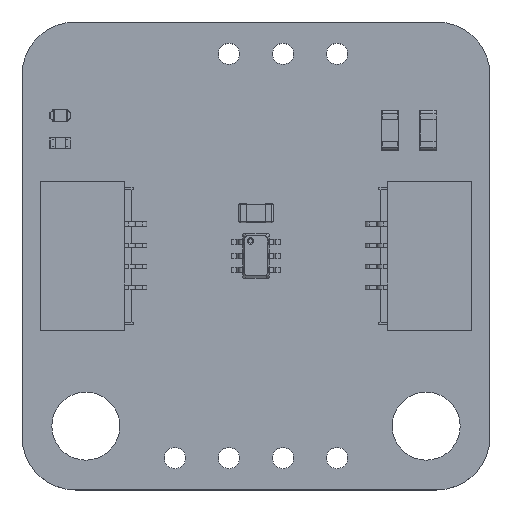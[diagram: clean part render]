
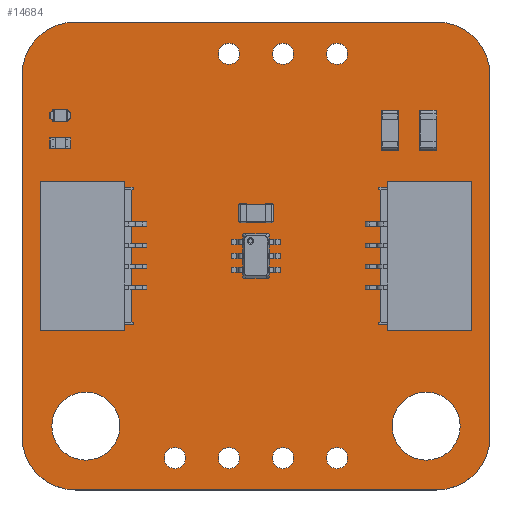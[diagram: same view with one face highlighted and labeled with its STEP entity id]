
A CAD part, top view. The second image highlights one B-rep face of the part: STEP entity #14684.
In plain terms, the highlighted planar face has unit normal (0, 0, 1).
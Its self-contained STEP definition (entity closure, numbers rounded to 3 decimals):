
#14436 = VERTEX_POINT('',#14437);
#14437 = CARTESIAN_POINT('',(19.5,22.,2.63));
#14443 = EDGE_CURVE('',#14436,#14444,#14446,.T.);
#14444 = VERTEX_POINT('',#14445);
#14445 = CARTESIAN_POINT('',(22.,19.5,2.63));
#14446 = CIRCLE('',#14447,2.5);
#14447 = AXIS2_PLACEMENT_3D('',#14448,#14449,#14450);
#14448 = CARTESIAN_POINT('',(19.5,19.5,2.63));
#14449 = DIRECTION('',(0.,0.,-1.));
#14450 = DIRECTION('',(0.,1.,0.));
#14478 = VERTEX_POINT('',#14479);
#14479 = CARTESIAN_POINT('',(2.5,22.,2.63));
#14485 = EDGE_CURVE('',#14478,#14436,#14486,.T.);
#14486 = LINE('',#14487,#14488);
#14487 = CARTESIAN_POINT('',(2.5,22.,2.63));
#14488 = VECTOR('',#14489,1.);
#14489 = DIRECTION('',(1.,0.,0.));
#14507 = EDGE_CURVE('',#14444,#14508,#14510,.T.);
#14508 = VERTEX_POINT('',#14509);
#14509 = CARTESIAN_POINT('',(22.,2.5,2.63));
#14510 = LINE('',#14511,#14512);
#14511 = CARTESIAN_POINT('',(22.,19.5,2.63));
#14512 = VECTOR('',#14513,1.);
#14513 = DIRECTION('',(0.,-1.,0.));
#14684 = ADVANCED_FACE('',(#14685,#14731,#14742,#14753,#14764,#14775,
    #14786,#14797,#14808,#14819),#14830,.T.);
#14685 = FACE_BOUND('',#14686,.T.);
#14686 = EDGE_LOOP('',(#14687,#14688,#14689,#14698,#14706,#14715,#14723,
    #14730));
#14687 = ORIENTED_EDGE('',*,*,#14443,.F.);
#14688 = ORIENTED_EDGE('',*,*,#14485,.F.);
#14689 = ORIENTED_EDGE('',*,*,#14690,.F.);
#14690 = EDGE_CURVE('',#14691,#14478,#14693,.T.);
#14691 = VERTEX_POINT('',#14692);
#14692 = CARTESIAN_POINT('',(0.,19.5,2.63));
#14693 = CIRCLE('',#14694,2.5);
#14694 = AXIS2_PLACEMENT_3D('',#14695,#14696,#14697);
#14695 = CARTESIAN_POINT('',(2.5,19.5,2.63));
#14696 = DIRECTION('',(0.,0.,-1.));
#14697 = DIRECTION('',(-1.,0.,-0.));
#14698 = ORIENTED_EDGE('',*,*,#14699,.F.);
#14699 = EDGE_CURVE('',#14700,#14691,#14702,.T.);
#14700 = VERTEX_POINT('',#14701);
#14701 = CARTESIAN_POINT('',(0.,2.5,2.63));
#14702 = LINE('',#14703,#14704);
#14703 = CARTESIAN_POINT('',(0.,2.5,2.63));
#14704 = VECTOR('',#14705,1.);
#14705 = DIRECTION('',(0.,1.,0.));
#14706 = ORIENTED_EDGE('',*,*,#14707,.F.);
#14707 = EDGE_CURVE('',#14708,#14700,#14710,.T.);
#14708 = VERTEX_POINT('',#14709);
#14709 = CARTESIAN_POINT('',(2.5,0.,2.63));
#14710 = CIRCLE('',#14711,2.5);
#14711 = AXIS2_PLACEMENT_3D('',#14712,#14713,#14714);
#14712 = CARTESIAN_POINT('',(2.5,2.5,2.63));
#14713 = DIRECTION('',(0.,0.,-1.));
#14714 = DIRECTION('',(0.,-1.,0.));
#14715 = ORIENTED_EDGE('',*,*,#14716,.F.);
#14716 = EDGE_CURVE('',#14717,#14708,#14719,.T.);
#14717 = VERTEX_POINT('',#14718);
#14718 = CARTESIAN_POINT('',(19.5,0.,2.63));
#14719 = LINE('',#14720,#14721);
#14720 = CARTESIAN_POINT('',(19.5,0.,2.63));
#14721 = VECTOR('',#14722,1.);
#14722 = DIRECTION('',(-1.,0.,0.));
#14723 = ORIENTED_EDGE('',*,*,#14724,.F.);
#14724 = EDGE_CURVE('',#14508,#14717,#14725,.T.);
#14725 = CIRCLE('',#14726,2.5);
#14726 = AXIS2_PLACEMENT_3D('',#14727,#14728,#14729);
#14727 = CARTESIAN_POINT('',(19.5,2.5,2.63));
#14728 = DIRECTION('',(0.,0.,-1.));
#14729 = DIRECTION('',(1.,0.,0.));
#14730 = ORIENTED_EDGE('',*,*,#14507,.F.);
#14731 = FACE_BOUND('',#14732,.T.);
#14732 = EDGE_LOOP('',(#14733));
#14733 = ORIENTED_EDGE('',*,*,#14734,.T.);
#14734 = EDGE_CURVE('',#14735,#14735,#14737,.T.);
#14735 = VERTEX_POINT('',#14736);
#14736 = CARTESIAN_POINT('',(3.,1.4,2.63));
#14737 = CIRCLE('',#14738,1.6);
#14738 = AXIS2_PLACEMENT_3D('',#14739,#14740,#14741);
#14739 = CARTESIAN_POINT('',(3.,3.,2.63));
#14740 = DIRECTION('',(-0.,0.,-1.));
#14741 = DIRECTION('',(-0.,-1.,0.));
#14742 = FACE_BOUND('',#14743,.T.);
#14743 = EDGE_LOOP('',(#14744));
#14744 = ORIENTED_EDGE('',*,*,#14745,.T.);
#14745 = EDGE_CURVE('',#14746,#14746,#14748,.T.);
#14746 = VERTEX_POINT('',#14747);
#14747 = CARTESIAN_POINT('',(7.19,1.,2.63));
#14748 = CIRCLE('',#14749,0.5);
#14749 = AXIS2_PLACEMENT_3D('',#14750,#14751,#14752);
#14750 = CARTESIAN_POINT('',(7.19,1.5,2.63));
#14751 = DIRECTION('',(-0.,0.,-1.));
#14752 = DIRECTION('',(-0.,-1.,0.));
#14753 = FACE_BOUND('',#14754,.T.);
#14754 = EDGE_LOOP('',(#14755));
#14755 = ORIENTED_EDGE('',*,*,#14756,.T.);
#14756 = EDGE_CURVE('',#14757,#14757,#14759,.T.);
#14757 = VERTEX_POINT('',#14758);
#14758 = CARTESIAN_POINT('',(9.73,1.,2.63));
#14759 = CIRCLE('',#14760,0.5);
#14760 = AXIS2_PLACEMENT_3D('',#14761,#14762,#14763);
#14761 = CARTESIAN_POINT('',(9.73,1.5,2.63));
#14762 = DIRECTION('',(-0.,0.,-1.));
#14763 = DIRECTION('',(-0.,-1.,0.));
#14764 = FACE_BOUND('',#14765,.T.);
#14765 = EDGE_LOOP('',(#14766));
#14766 = ORIENTED_EDGE('',*,*,#14767,.T.);
#14767 = EDGE_CURVE('',#14768,#14768,#14770,.T.);
#14768 = VERTEX_POINT('',#14769);
#14769 = CARTESIAN_POINT('',(12.27,1.,2.63));
#14770 = CIRCLE('',#14771,0.5);
#14771 = AXIS2_PLACEMENT_3D('',#14772,#14773,#14774);
#14772 = CARTESIAN_POINT('',(12.27,1.5,2.63));
#14773 = DIRECTION('',(-0.,0.,-1.));
#14774 = DIRECTION('',(-0.,-1.,0.));
#14775 = FACE_BOUND('',#14776,.T.);
#14776 = EDGE_LOOP('',(#14777));
#14777 = ORIENTED_EDGE('',*,*,#14778,.T.);
#14778 = EDGE_CURVE('',#14779,#14779,#14781,.T.);
#14779 = VERTEX_POINT('',#14780);
#14780 = CARTESIAN_POINT('',(14.81,1.,2.63));
#14781 = CIRCLE('',#14782,0.5);
#14782 = AXIS2_PLACEMENT_3D('',#14783,#14784,#14785);
#14783 = CARTESIAN_POINT('',(14.81,1.5,2.63));
#14784 = DIRECTION('',(-0.,0.,-1.));
#14785 = DIRECTION('',(-0.,-1.,0.));
#14786 = FACE_BOUND('',#14787,.T.);
#14787 = EDGE_LOOP('',(#14788));
#14788 = ORIENTED_EDGE('',*,*,#14789,.T.);
#14789 = EDGE_CURVE('',#14790,#14790,#14792,.T.);
#14790 = VERTEX_POINT('',#14791);
#14791 = CARTESIAN_POINT('',(19.,1.4,2.63));
#14792 = CIRCLE('',#14793,1.6);
#14793 = AXIS2_PLACEMENT_3D('',#14794,#14795,#14796);
#14794 = CARTESIAN_POINT('',(19.,3.,2.63));
#14795 = DIRECTION('',(-0.,0.,-1.));
#14796 = DIRECTION('',(-0.,-1.,0.));
#14797 = FACE_BOUND('',#14798,.T.);
#14798 = EDGE_LOOP('',(#14799));
#14799 = ORIENTED_EDGE('',*,*,#14800,.T.);
#14800 = EDGE_CURVE('',#14801,#14801,#14803,.T.);
#14801 = VERTEX_POINT('',#14802);
#14802 = CARTESIAN_POINT('',(9.73,20.,2.63));
#14803 = CIRCLE('',#14804,0.5);
#14804 = AXIS2_PLACEMENT_3D('',#14805,#14806,#14807);
#14805 = CARTESIAN_POINT('',(9.73,20.5,2.63));
#14806 = DIRECTION('',(-0.,0.,-1.));
#14807 = DIRECTION('',(-0.,-1.,0.));
#14808 = FACE_BOUND('',#14809,.T.);
#14809 = EDGE_LOOP('',(#14810));
#14810 = ORIENTED_EDGE('',*,*,#14811,.T.);
#14811 = EDGE_CURVE('',#14812,#14812,#14814,.T.);
#14812 = VERTEX_POINT('',#14813);
#14813 = CARTESIAN_POINT('',(12.27,20.,2.63));
#14814 = CIRCLE('',#14815,0.5);
#14815 = AXIS2_PLACEMENT_3D('',#14816,#14817,#14818);
#14816 = CARTESIAN_POINT('',(12.27,20.5,2.63));
#14817 = DIRECTION('',(-0.,0.,-1.));
#14818 = DIRECTION('',(-0.,-1.,0.));
#14819 = FACE_BOUND('',#14820,.T.);
#14820 = EDGE_LOOP('',(#14821));
#14821 = ORIENTED_EDGE('',*,*,#14822,.T.);
#14822 = EDGE_CURVE('',#14823,#14823,#14825,.T.);
#14823 = VERTEX_POINT('',#14824);
#14824 = CARTESIAN_POINT('',(14.81,20.,2.63));
#14825 = CIRCLE('',#14826,0.5);
#14826 = AXIS2_PLACEMENT_3D('',#14827,#14828,#14829);
#14827 = CARTESIAN_POINT('',(14.81,20.5,2.63));
#14828 = DIRECTION('',(-0.,0.,-1.));
#14829 = DIRECTION('',(-0.,-1.,0.));
#14830 = PLANE('',#14831);
#14831 = AXIS2_PLACEMENT_3D('',#14832,#14833,#14834);
#14832 = CARTESIAN_POINT('',(0.,0.,2.63));
#14833 = DIRECTION('',(0.,0.,1.));
#14834 = DIRECTION('',(1.,0.,-0.));
